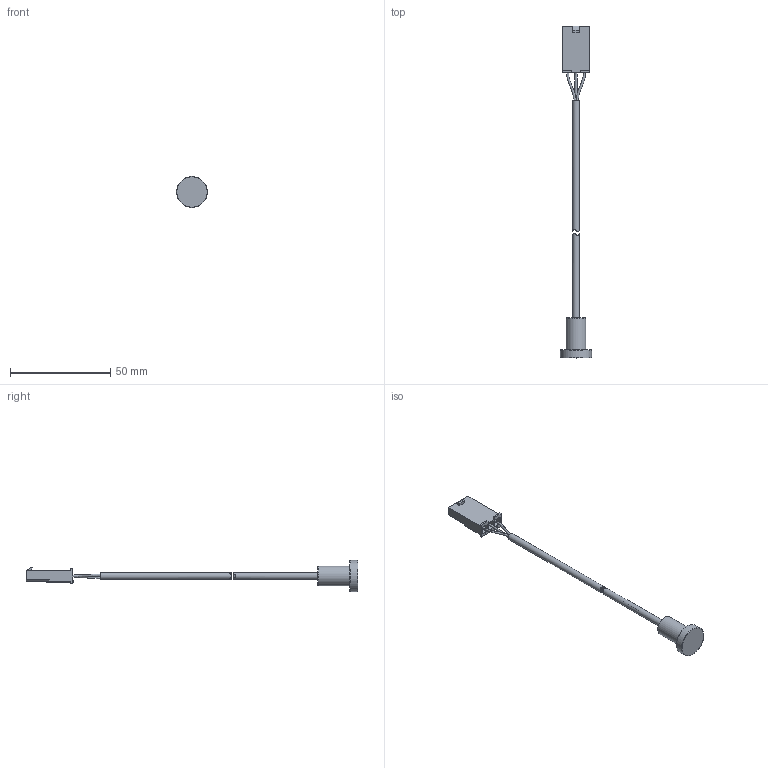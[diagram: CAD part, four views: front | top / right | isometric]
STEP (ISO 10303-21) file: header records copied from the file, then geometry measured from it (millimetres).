
FILE_DESCRIPTION(/* description */ (''),/* implementation_level */ '2;1');
FILE_NAME(/* name */ 'VY0000K8HNX6YY_STEP.stp',/* time_stamp */ '2023-09-26T13:25:38+02:00',/* author */ ('grass'),/* organization */ (''),/* preprocessor_version */ 'ST-DEVELOPER v18',/* originating_system */ 'Autodesk Inventor 2020',/* authorisation */ '');
FILE_SCHEMA (('AUTOMOTIVE_DESIGN { 1 0 10303 214 3 1 1 }'));
Length unit declared in the file: millimetre
Products named in the file (1): Bauteil15
Bounding box: 15.5 x 165.4 x 15.5 mm (x, y, z)
Volume: 3470.2 mm3; surface area: 7032.2 mm2
Topology: 6 solids, 6 shells, 486 faces, 1277 edges, 815 vertices
Faces by surface type: plane 300, cylinder 110, bspline 72, torus 4
Full cylindrical faces by diameter (mm): 0.422 x3, 1.022 x5, 2.82 x2, 3.4 x2, 9.9 x1, 15.5 x1
Entity records: 21527 total; most frequent: CARTESIAN_POINT 9307, ORIENTED_EDGE 2554, DIRECTION 2126, EDGE_CURVE 1277, LINE 904, VECTOR 904, VERTEX_POINT 815, AXIS2_PLACEMENT_3D 611
